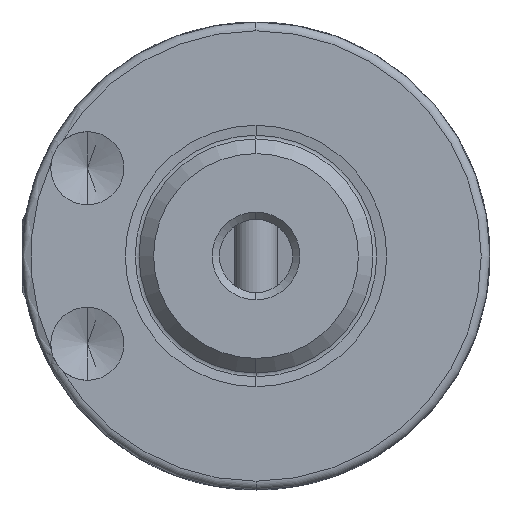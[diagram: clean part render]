
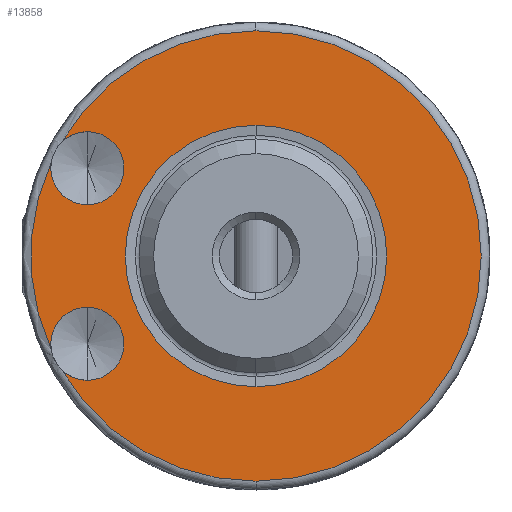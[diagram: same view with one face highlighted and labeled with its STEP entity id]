
A CAD part, left-side view. The second image highlights one B-rep face of the part: STEP entity #13858.
In plain terms, the highlighted planar face has unit normal (-1, 0, 0).
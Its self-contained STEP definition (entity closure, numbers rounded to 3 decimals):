
#177 = CARTESIAN_POINT ( 'NONE',  ( -32., 0., 8.94 ) ) ;
#199 = CIRCLE ( 'NONE', #14714, 15.4 ) ;
#492 = ORIENTED_EDGE ( 'NONE', *, *, #10861, .F. ) ;
#1098 = ORIENTED_EDGE ( 'NONE', *, *, #6565, .F. ) ;
#1702 = VERTEX_POINT ( 'NONE', #32813 ) ;
#1819 = CARTESIAN_POINT ( 'NONE',  ( -32., 11.531, -8.503 ) ) ;
#2089 = DIRECTION ( 'NONE',  ( 0., 0., 1. ) ) ;
#2342 = DIRECTION ( 'NONE',  ( 0., 0., 1. ) ) ;
#2385 = EDGE_CURVE ( 'NONE', #1702, #14015, #35942, .T. ) ;
#2821 = CARTESIAN_POINT ( 'NONE',  ( -32., 0., 0. ) ) ;
#3259 = VERTEX_POINT ( 'NONE', #21530 ) ;
#3269 = FACE_BOUND ( 'NONE', #5439, .T. ) ;
#3424 = CARTESIAN_POINT ( 'NONE',  ( -32., 0., 0. ) ) ;
#3601 = CARTESIAN_POINT ( 'NONE',  ( -32., 13.995, -6.427 ) ) ;
#3637 = EDGE_CURVE ( 'NONE', #3259, #18477, #8684, .T. ) ;
#4922 = ORIENTED_EDGE ( 'NONE', *, *, #21438, .F. ) ;
#5075 = DIRECTION ( 'NONE',  ( 1., 0., 0. ) ) ;
#5165 = VERTEX_POINT ( 'NONE', #8894 ) ;
#5306 = EDGE_CURVE ( 'NONE', #11516, #8909, #8607, .T. ) ;
#5366 = ORIENTED_EDGE ( 'NONE', *, *, #11916, .F. ) ;
#5418 = DIRECTION ( 'NONE',  ( -1., 0., 0. ) ) ;
#5439 = EDGE_LOOP ( 'NONE', ( #19410, #7698 ) ) ;
#5542 = DIRECTION ( 'NONE',  ( -1., 0., 0. ) ) ;
#5587 = AXIS2_PLACEMENT_3D ( 'NONE', #2821, #22227, #5648 ) ;
#5648 = DIRECTION ( 'NONE',  ( 0., 0., -1. ) ) ;
#5840 = CARTESIAN_POINT ( 'NONE',  ( -32., 0., 0. ) ) ;
#6250 = DIRECTION ( 'NONE',  ( 0., 0., -1. ) ) ;
#6401 = EDGE_CURVE ( 'NONE', #18477, #3259, #19842, .T. ) ;
#6408 = CARTESIAN_POINT ( 'NONE',  ( -32., 0., 0. ) ) ;
#6565 = EDGE_CURVE ( 'NONE', #5165, #14427, #18971, .T. ) ;
#6827 = DIRECTION ( 'NONE',  ( 0., 0., 1. ) ) ;
#7698 = ORIENTED_EDGE ( 'NONE', *, *, #3637, .T. ) ;
#8605 = DIRECTION ( 'NONE',  ( 0., 0., -1. ) ) ;
#8607 = CIRCLE ( 'NONE', #15381, 15.4 ) ;
#8684 = CIRCLE ( 'NONE', #14434, 8.94 ) ;
#8894 = CARTESIAN_POINT ( 'NONE',  ( -32., 11.531, -3.503 ) ) ;
#8909 = VERTEX_POINT ( 'NONE', #13141 ) ;
#9183 = DIRECTION ( 'NONE',  ( 0., 0., -1. ) ) ;
#9770 = DIRECTION ( 'NONE',  ( -1., 0., 0. ) ) ;
#9822 = CIRCLE ( 'NONE', #20963, 2.5 ) ;
#10861 = EDGE_CURVE ( 'NONE', #8909, #1702, #29857, .T. ) ;
#10956 = AXIS2_PLACEMENT_3D ( 'NONE', #22003, #5418, #24802 ) ;
#11516 = VERTEX_POINT ( 'NONE', #31112 ) ;
#11916 = EDGE_CURVE ( 'NONE', #13281, #20582, #9822, .T. ) ;
#11961 = AXIS2_PLACEMENT_3D ( 'NONE', #21681, #5075, #24466 ) ;
#12143 = CARTESIAN_POINT ( 'NONE',  ( -32., 11.531, 8.503 ) ) ;
#12615 = CARTESIAN_POINT ( 'NONE',  ( -32., 11.531, 3.503 ) ) ;
#13141 = CARTESIAN_POINT ( 'NONE',  ( -32., 0., -15.4 ) ) ;
#13281 = VERTEX_POINT ( 'NONE', #12143 ) ;
#13858 = ADVANCED_FACE ( 'NONE', ( #26309, #3269 ), #20630, .T. ) ;
#14015 = VERTEX_POINT ( 'NONE', #1819 ) ;
#14306 = ORIENTED_EDGE ( 'NONE', *, *, #2385, .F. ) ;
#14344 = ORIENTED_EDGE ( 'NONE', *, *, #5306, .F. ) ;
#14427 = VERTEX_POINT ( 'NONE', #3601 ) ;
#14434 = AXIS2_PLACEMENT_3D ( 'NONE', #3424, #22817, #6250 ) ;
#14707 = DIRECTION ( 'NONE',  ( -1., 0., 0. ) ) ;
#14714 = AXIS2_PLACEMENT_3D ( 'NONE', #5840, #25231, #8605 ) ;
#14979 = AXIS2_PLACEMENT_3D ( 'NONE', #31381, #14707, #34168 ) ;
#15252 = DIRECTION ( 'NONE',  ( 1., 0., 0. ) ) ;
#15381 = AXIS2_PLACEMENT_3D ( 'NONE', #31942, #15252, #34743 ) ;
#17807 = CARTESIAN_POINT ( 'NONE',  ( -32., 15.4, 0. ) ) ;
#18332 = ORIENTED_EDGE ( 'NONE', *, *, #20436, .F. ) ;
#18477 = VERTEX_POINT ( 'NONE', #177 ) ;
#18700 = DIRECTION ( 'NONE',  ( -1., 0., 0. ) ) ;
#18955 = DIRECTION ( 'NONE',  ( -1., 0., 0. ) ) ;
#18971 = CIRCLE ( 'NONE', #30598, 2.5 ) ;
#19333 = AXIS2_PLACEMENT_3D ( 'NONE', #17807, #23408, #6827 ) ;
#19410 = ORIENTED_EDGE ( 'NONE', *, *, #6401, .T. ) ;
#19709 = ORIENTED_EDGE ( 'NONE', *, *, #28159, .F. ) ;
#19842 = CIRCLE ( 'NONE', #11961, 8.94 ) ;
#20436 = EDGE_CURVE ( 'NONE', #29950, #21350, #25112, .T. ) ;
#20582 = VERTEX_POINT ( 'NONE', #26299 ) ;
#20630 = PLANE ( 'NONE',  #19333 ) ;
#20948 = AXIS2_PLACEMENT_3D ( 'NONE', #6408, #25804, #9183 ) ;
#20963 = AXIS2_PLACEMENT_3D ( 'NONE', #35600, #18955, #2342 ) ;
#21350 = VERTEX_POINT ( 'NONE', #12615 ) ;
#21438 = EDGE_CURVE ( 'NONE', #21350, #13281, #26071, .T. ) ;
#21530 = CARTESIAN_POINT ( 'NONE',  ( -32., 0., -8.94 ) ) ;
#21681 = CARTESIAN_POINT ( 'NONE',  ( -32., 0., 0. ) ) ;
#22003 = CARTESIAN_POINT ( 'NONE',  ( -32., 11.531, -6.003 ) ) ;
#22134 = CARTESIAN_POINT ( 'NONE',  ( -32., 11.531, -6.003 ) ) ;
#22227 = DIRECTION ( 'NONE',  ( 1., 0., 0. ) ) ;
#22484 = EDGE_CURVE ( 'NONE', #20582, #11516, #30776, .T. ) ;
#22574 = EDGE_CURVE ( 'NONE', #14015, #5165, #28191, .T. ) ;
#22817 = DIRECTION ( 'NONE',  ( 1., 0., 0. ) ) ;
#23408 = DIRECTION ( 'NONE',  ( -1., 0., 0. ) ) ;
#23769 = ORIENTED_EDGE ( 'NONE', *, *, #22484, .F. ) ;
#24466 = DIRECTION ( 'NONE',  ( 0., 0., -1. ) ) ;
#24551 = ORIENTED_EDGE ( 'NONE', *, *, #22574, .F. ) ;
#24802 = DIRECTION ( 'NONE',  ( 0., 0., 1. ) ) ;
#24943 = DIRECTION ( 'NONE',  ( 0., 0., 1. ) ) ;
#25053 = CARTESIAN_POINT ( 'NONE',  ( -32., 13.995, 6.427 ) ) ;
#25112 = CIRCLE ( 'NONE', #14979, 2.5 ) ;
#25231 = DIRECTION ( 'NONE',  ( 1., 0., 0. ) ) ;
#25804 = DIRECTION ( 'NONE',  ( 1., 0., 0. ) ) ;
#26071 = CIRCLE ( 'NONE', #34113, 2.5 ) ;
#26299 = CARTESIAN_POINT ( 'NONE',  ( -32., 13.292, 7.778 ) ) ;
#26309 = FACE_OUTER_BOUND ( 'NONE', #35502, .T. ) ;
#26412 = CARTESIAN_POINT ( 'NONE',  ( -32., 11.531, -6.003 ) ) ;
#28159 = EDGE_CURVE ( 'NONE', #14427, #29950, #199, .T. ) ;
#28191 = CIRCLE ( 'NONE', #33943, 2.5 ) ;
#29207 = DIRECTION ( 'NONE',  ( 0., 0., 1. ) ) ;
#29857 = CIRCLE ( 'NONE', #5587, 15.4 ) ;
#29950 = VERTEX_POINT ( 'NONE', #25053 ) ;
#30598 = AXIS2_PLACEMENT_3D ( 'NONE', #22134, #5542, #24943 ) ;
#30776 = CIRCLE ( 'NONE', #20948, 15.4 ) ;
#31112 = CARTESIAN_POINT ( 'NONE',  ( -32., 0., 15.4 ) ) ;
#31381 = CARTESIAN_POINT ( 'NONE',  ( -32., 11.531, 6.003 ) ) ;
#31942 = CARTESIAN_POINT ( 'NONE',  ( -32., 0., 0. ) ) ;
#32813 = CARTESIAN_POINT ( 'NONE',  ( -32., 13.292, -7.778 ) ) ;
#33943 = AXIS2_PLACEMENT_3D ( 'NONE', #26412, #9770, #29207 ) ;
#34113 = AXIS2_PLACEMENT_3D ( 'NONE', #35347, #18700, #2089 ) ;
#34168 = DIRECTION ( 'NONE',  ( 0., 0., 1. ) ) ;
#34743 = DIRECTION ( 'NONE',  ( 0., 0., -1. ) ) ;
#35347 = CARTESIAN_POINT ( 'NONE',  ( -32., 11.531, 6.003 ) ) ;
#35502 = EDGE_LOOP ( 'NONE', ( #18332, #19709, #1098, #24551, #14306, #492, #14344, #23769, #5366, #4922 ) ) ;
#35600 = CARTESIAN_POINT ( 'NONE',  ( -32., 11.531, 6.003 ) ) ;
#35942 = CIRCLE ( 'NONE', #10956, 2.5 ) ;
